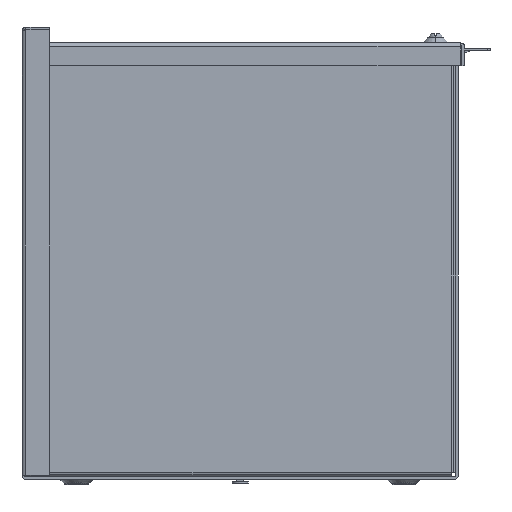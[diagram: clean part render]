
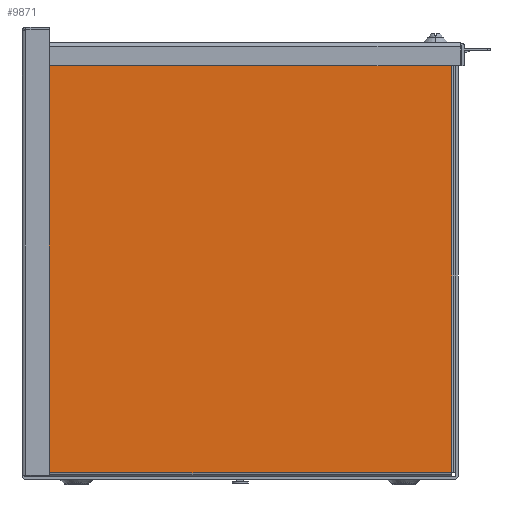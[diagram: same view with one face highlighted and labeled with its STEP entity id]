
A CAD part, left-side view. The second image highlights one B-rep face of the part: STEP entity #9871.
In plain terms, the highlighted planar face has unit normal (-1, 0, 0).
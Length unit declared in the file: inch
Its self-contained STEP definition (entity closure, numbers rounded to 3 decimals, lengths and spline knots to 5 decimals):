
#146 = CARTESIAN_POINT ( 'NONE',  ( -12., 5.783, 0.18 ) ) ;
#879 = LINE ( 'NONE', #12527, #9835 ) ;
#1522 = VERTEX_POINT ( 'NONE', #2902 ) ;
#1723 = VERTEX_POINT ( 'NONE', #21423 ) ;
#1746 = DIRECTION ( 'NONE',  ( 0., 1., 0. ) ) ;
#2902 = CARTESIAN_POINT ( 'NONE',  ( -12., -5.803, 0.18 ) ) ;
#3155 = VECTOR ( 'NONE', #21754, 39.37008 ) ;
#3169 = CARTESIAN_POINT ( 'NONE',  ( -12., -5.803, 11.783 ) ) ;
#3664 = EDGE_CURVE ( 'NONE', #9277, #23728, #17120, .T. ) ;
#4241 = CARTESIAN_POINT ( 'NONE',  ( -12., 5.908, 11.908 ) ) ;
#4391 = EDGE_LOOP ( 'NONE', ( #12910, #12058, #4578, #7075, #19494, #17746, #10572, #12347, #24225, #18311, #22003, #23060 ) ) ;
#4521 = CARTESIAN_POINT ( 'NONE',  ( -12., -5.803, 11.783 ) ) ;
#4578 = ORIENTED_EDGE ( 'NONE', *, *, #21305, .T. ) ;
#4722 = DIRECTION ( 'NONE',  ( 0., 0., -1. ) ) ;
#5100 = DIRECTION ( 'NONE',  ( 0., 0., -1. ) ) ;
#5684 = LINE ( 'NONE', #7768, #24712 ) ;
#5950 = PLANE ( 'NONE',  #17015 ) ;
#6113 = VERTEX_POINT ( 'NONE', #22734 ) ;
#6669 = CARTESIAN_POINT ( 'NONE',  ( -12., 5.783, 0.072 ) ) ;
#6682 = EDGE_CURVE ( 'NONE', #1522, #15827, #20296, .T. ) ;
#6884 = EDGE_CURVE ( 'NONE', #13734, #6113, #15413, .T. ) ;
#7075 = ORIENTED_EDGE ( 'NONE', *, *, #7893, .T. ) ;
#7684 = LINE ( 'NONE', #9509, #9609 ) ;
#7768 = CARTESIAN_POINT ( 'NONE',  ( -12., 5.908, 11.783 ) ) ;
#7805 = LINE ( 'NONE', #15919, #15044 ) ;
#7860 = CARTESIAN_POINT ( 'NONE',  ( -12., -5.803, 0.197 ) ) ;
#7893 = EDGE_CURVE ( 'NONE', #24987, #22695, #15601, .T. ) ;
#9277 = VERTEX_POINT ( 'NONE', #25747 ) ;
#9380 = DIRECTION ( 'NONE',  ( 0., 0., 1. ) ) ;
#9509 = CARTESIAN_POINT ( 'NONE',  ( -12., -5.803, 11.908 ) ) ;
#9539 = LINE ( 'NONE', #25668, #13833 ) ;
#9609 = VECTOR ( 'NONE', #17500, 39.37008 ) ;
#9835 = VECTOR ( 'NONE', #22485, 39.37008 ) ;
#9871 = ADVANCED_FACE ( 'NONE', ( #14181 ), #5950, .T. ) ;
#10049 = CARTESIAN_POINT ( 'NONE',  ( -12., -5.803, 0.197 ) ) ;
#10572 = ORIENTED_EDGE ( 'NONE', *, *, #20787, .T. ) ;
#10766 = DIRECTION ( 'NONE',  ( 0., 1., 0. ) ) ;
#11093 = CARTESIAN_POINT ( 'NONE',  ( -12., -5.82, 11.908 ) ) ;
#11980 = EDGE_CURVE ( 'NONE', #22695, #1723, #879, .T. ) ;
#12058 = ORIENTED_EDGE ( 'NONE', *, *, #24428, .T. ) ;
#12347 = ORIENTED_EDGE ( 'NONE', *, *, #22758, .T. ) ;
#12414 = CARTESIAN_POINT ( 'NONE',  ( -12., 5.8, 0.197 ) ) ;
#12495 = VERTEX_POINT ( 'NONE', #4521 ) ;
#12527 = CARTESIAN_POINT ( 'NONE',  ( -12., 5.783, 11.783 ) ) ;
#12910 = ORIENTED_EDGE ( 'NONE', *, *, #6884, .T. ) ;
#13205 = VECTOR ( 'NONE', #9380, 39.37008 ) ;
#13711 = DIRECTION ( 'NONE',  ( 0., -1., 0. ) ) ;
#13734 = VERTEX_POINT ( 'NONE', #22597 ) ;
#13833 = VECTOR ( 'NONE', #15434, 39.37008 ) ;
#13924 = DIRECTION ( 'NONE',  ( -1., 0., 0. ) ) ;
#14181 = FACE_OUTER_BOUND ( 'NONE', #4391, .T. ) ;
#15044 = VECTOR ( 'NONE', #17624, 39.37008 ) ;
#15413 = LINE ( 'NONE', #11093, #13205 ) ;
#15434 = DIRECTION ( 'NONE',  ( 0., -1., 0. ) ) ;
#15601 = LINE ( 'NONE', #19700, #16587 ) ;
#15827 = VERTEX_POINT ( 'NONE', #10049 ) ;
#15892 = VECTOR ( 'NONE', #13711, 39.37008 ) ;
#15919 = CARTESIAN_POINT ( 'NONE',  ( -12., 5.783, 0.197 ) ) ;
#16587 = VECTOR ( 'NONE', #1746, 39.37008 ) ;
#16622 = LINE ( 'NONE', #24639, #20493 ) ;
#17015 = AXIS2_PLACEMENT_3D ( 'NONE', #4241, #13924, #21914 ) ;
#17120 = LINE ( 'NONE', #6669, #22433 ) ;
#17500 = DIRECTION ( 'NONE',  ( 0., 0., 1. ) ) ;
#17624 = DIRECTION ( 'NONE',  ( 0., -1., 0. ) ) ;
#17746 = ORIENTED_EDGE ( 'NONE', *, *, #23165, .T. ) ;
#18311 = ORIENTED_EDGE ( 'NONE', *, *, #25861, .T. ) ;
#19494 = ORIENTED_EDGE ( 'NONE', *, *, #11980, .T. ) ;
#19700 = CARTESIAN_POINT ( 'NONE',  ( -12., 5.908, 11.8 ) ) ;
#20296 = LINE ( 'NONE', #7860, #3155 ) ;
#20493 = VECTOR ( 'NONE', #4722, 39.37008 ) ;
#20725 = LINE ( 'NONE', #3169, #21722 ) ;
#20787 = EDGE_CURVE ( 'NONE', #25907, #21046, #16622, .T. ) ;
#21046 = VERTEX_POINT ( 'NONE', #12414 ) ;
#21305 = EDGE_CURVE ( 'NONE', #12495, #24987, #7684, .T. ) ;
#21328 = EDGE_CURVE ( 'NONE', #15827, #13734, #23543, .T. ) ;
#21423 = CARTESIAN_POINT ( 'NONE',  ( -12., 5.783, 11.783 ) ) ;
#21439 = CARTESIAN_POINT ( 'NONE',  ( -12., 5.783, 11.8 ) ) ;
#21722 = VECTOR ( 'NONE', #10766, 39.37008 ) ;
#21754 = DIRECTION ( 'NONE',  ( 0., 0., 1. ) ) ;
#21914 = DIRECTION ( 'NONE',  ( 0., 0., -1. ) ) ;
#22003 = ORIENTED_EDGE ( 'NONE', *, *, #6682, .T. ) ;
#22433 = VECTOR ( 'NONE', #5100, 39.37008 ) ;
#22485 = DIRECTION ( 'NONE',  ( 0., 0., -1. ) ) ;
#22597 = CARTESIAN_POINT ( 'NONE',  ( -12., -5.82, 0.197 ) ) ;
#22695 = VERTEX_POINT ( 'NONE', #21439 ) ;
#22734 = CARTESIAN_POINT ( 'NONE',  ( -12., -5.82, 11.783 ) ) ;
#22758 = EDGE_CURVE ( 'NONE', #21046, #9277, #7805, .T. ) ;
#23060 = ORIENTED_EDGE ( 'NONE', *, *, #21328, .T. ) ;
#23165 = EDGE_CURVE ( 'NONE', #1723, #25907, #5684, .T. ) ;
#23504 = DIRECTION ( 'NONE',  ( 0., 1., 0. ) ) ;
#23543 = LINE ( 'NONE', #25515, #15892 ) ;
#23728 = VERTEX_POINT ( 'NONE', #146 ) ;
#24225 = ORIENTED_EDGE ( 'NONE', *, *, #3664, .T. ) ;
#24428 = EDGE_CURVE ( 'NONE', #6113, #12495, #20725, .T. ) ;
#24639 = CARTESIAN_POINT ( 'NONE',  ( -12., 5.8, 11.908 ) ) ;
#24712 = VECTOR ( 'NONE', #23504, 39.37008 ) ;
#24987 = VERTEX_POINT ( 'NONE', #25156 ) ;
#25155 = CARTESIAN_POINT ( 'NONE',  ( -12., 5.8, 11.783 ) ) ;
#25156 = CARTESIAN_POINT ( 'NONE',  ( -12., -5.803, 11.8 ) ) ;
#25515 = CARTESIAN_POINT ( 'NONE',  ( -12., -5.928, 0.197 ) ) ;
#25668 = CARTESIAN_POINT ( 'NONE',  ( -12., 5.908, 0.18 ) ) ;
#25747 = CARTESIAN_POINT ( 'NONE',  ( -12., 5.783, 0.197 ) ) ;
#25861 = EDGE_CURVE ( 'NONE', #23728, #1522, #9539, .T. ) ;
#25907 = VERTEX_POINT ( 'NONE', #25155 ) ;
